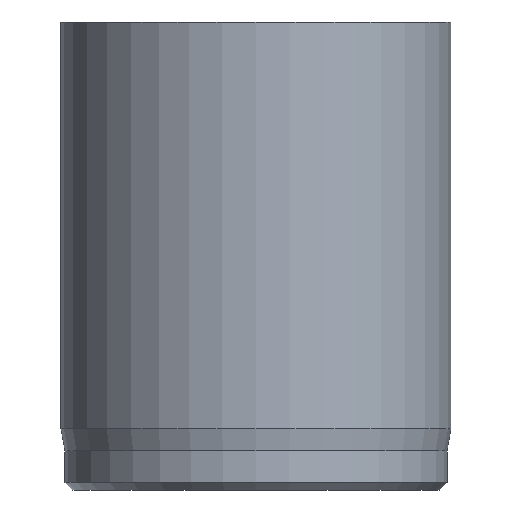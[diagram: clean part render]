
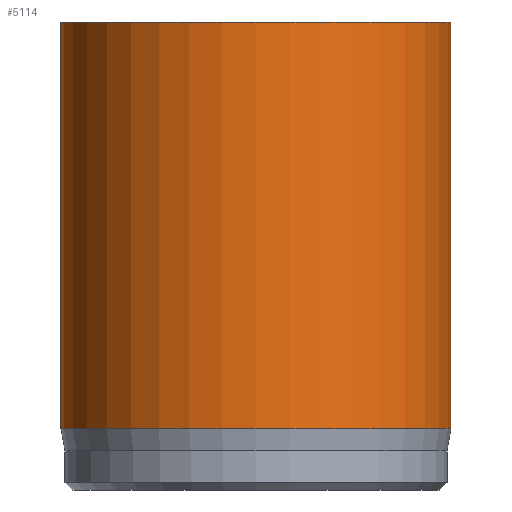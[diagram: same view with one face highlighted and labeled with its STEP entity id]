
A CAD part, front view. The second image highlights one B-rep face of the part: STEP entity #5114.
In plain terms, the highlighted cylindrical face has radius 5 mm (diameter 10 mm), a full revolution.
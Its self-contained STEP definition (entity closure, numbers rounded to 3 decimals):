
#31=CYLINDRICAL_SURFACE('',#5299,5.);
#45=CIRCLE('',#5271,5.);
#57=CIRCLE('',#5297,5.);
#58=CIRCLE('',#5298,5.);
#401=FACE_OUTER_BOUND('',#707,.T.);
#707=EDGE_LOOP('',(#4381,#4382,#4383,#4384,#4385));
#1037=LINE('',#9637,#1383);
#1383=VECTOR('',#5765,5.);
#2259=VERTEX_POINT('',#9587);
#2271=VERTEX_POINT('',#9631);
#2272=VERTEX_POINT('',#9632);
#2974=EDGE_CURVE('',#2259,#2259,#45,.T.);
#2992=EDGE_CURVE('',#2271,#2272,#57,.T.);
#2993=EDGE_CURVE('',#2272,#2271,#58,.T.);
#2995=EDGE_CURVE('',#2259,#2271,#1037,.T.);
#4381=ORIENTED_EDGE('',*,*,#2974,.T.);
#4382=ORIENTED_EDGE('',*,*,#2995,.T.);
#4383=ORIENTED_EDGE('',*,*,#2992,.T.);
#4384=ORIENTED_EDGE('',*,*,#2993,.T.);
#4385=ORIENTED_EDGE('',*,*,#2995,.F.);
#5114=ADVANCED_FACE('',(#401),#31,.T.);
#5271=AXIS2_PLACEMENT_3D('',#9588,#5700,#5701);
#5297=AXIS2_PLACEMENT_3D('',#9633,#5758,#5759);
#5298=AXIS2_PLACEMENT_3D('',#9634,#5760,#5761);
#5299=AXIS2_PLACEMENT_3D('',#9636,#5763,#5764);
#5700=DIRECTION('center_axis',(0.,0.,-1.));
#5701=DIRECTION('ref_axis',(-1.,0.,0.));
#5758=DIRECTION('center_axis',(0.,0.,1.));
#5759=DIRECTION('ref_axis',(-1.,0.,0.));
#5760=DIRECTION('center_axis',(0.,0.,1.));
#5761=DIRECTION('ref_axis',(-1.,0.,0.));
#5763=DIRECTION('center_axis',(0.,0.,1.));
#5764=DIRECTION('ref_axis',(-1.,0.,0.));
#5765=DIRECTION('',(0.,0.,-1.));
#9587=CARTESIAN_POINT('',(5.,0.,12.));
#9588=CARTESIAN_POINT('Origin',(0.,0.,12.));
#9631=CARTESIAN_POINT('',(5.,0.,1.567));
#9632=CARTESIAN_POINT('',(-5.,0.,1.567));
#9633=CARTESIAN_POINT('Origin',(0.,0.,1.567));
#9634=CARTESIAN_POINT('Origin',(0.,0.,1.567));
#9636=CARTESIAN_POINT('Origin',(0.,0.,0.));
#9637=CARTESIAN_POINT('',(5.,0.,0.));
